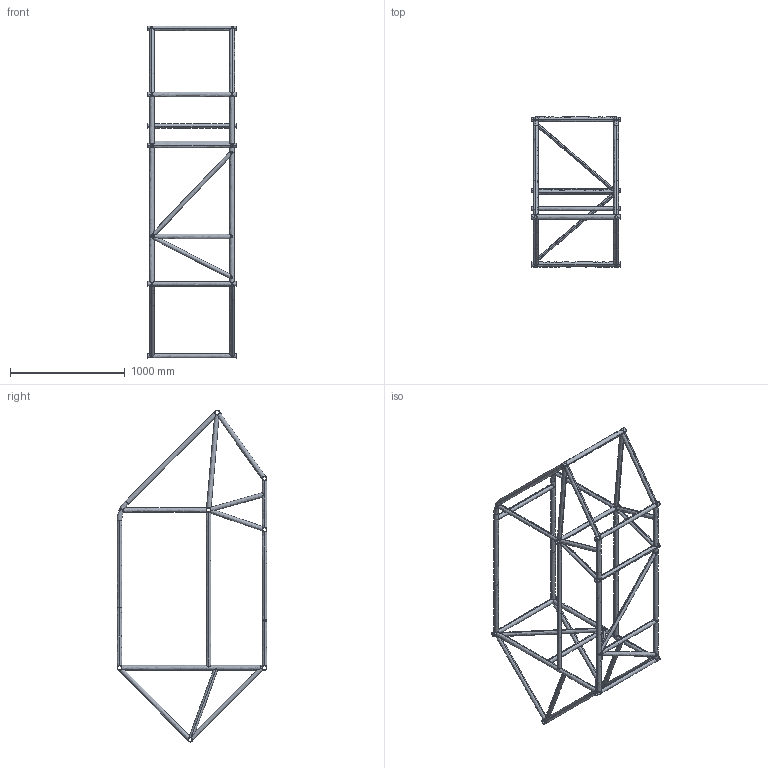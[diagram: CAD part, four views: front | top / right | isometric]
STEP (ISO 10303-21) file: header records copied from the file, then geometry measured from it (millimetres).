
FILE_DESCRIPTION(('FreeCAD Model'),'2;1');
FILE_NAME('Open CASCADE Shape Model','2025-05-04T09:05:21',('FreeCAD'),( 'FreeCAD'),'Open CASCADE STEP processor 7.6','FreeCAD','Unknown');
FILE_SCHEMA(('AUTOMOTIVE_DESIGN { 1 0 10303 214 1 1 1 1 }'));
Products named in the file (1): Open CASCADE STEP translator 7.6 1
Bounding box: 769.93 x 1306.13 x 2894.78 mm (x, y, z)
Volume: 20790763.7 mm3; surface area: 7202103.4 mm2
Topology: 1 solids, 56 shells, 624 faces, 1486 edges, 930 vertices
Faces by surface type: bspline 624
Entity records: 38542 total; most frequent: CARTESIAN_POINT 30001, ORIENTED_EDGE 2972, EDGE_CURVE 1486, B_SPLINE_CURVE_WITH_KNOTS 1067, VERTEX_POINT 930, FACE_BOUND 648, EDGE_LOOP 648, ADVANCED_FACE 624
